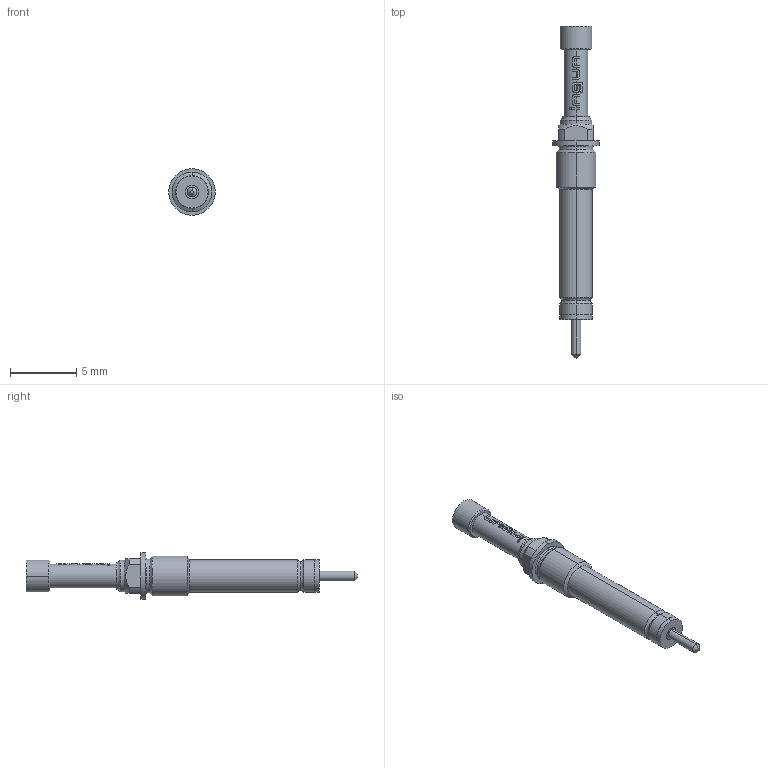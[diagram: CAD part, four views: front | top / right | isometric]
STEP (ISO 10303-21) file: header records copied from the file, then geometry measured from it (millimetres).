
FILE_DESCRIPTION (( 'STEP AP203' ), '1' );
FILE_NAME ('INGUN_SKS-115_002_240_A_xx02_MO.STEP', '2024-01-25T06:17:41', ( '' ), ( '' ), 'SwSTEP 2.0', 'SolidWorks 2021', '' );
FILE_SCHEMA (( 'CONFIG_CONTROL_DESIGN' ));
Length unit declared in the file: millimetre
Products named in the file (1): INGUN_SKS-115_002_240_A_xx02_MO
Bounding box: 3.5 x 25 x 3.5 mm (x, y, z)
Volume: 104 mm3; surface area: 196.8 mm2
Topology: 1 solids, 1 shells, 129 faces, 333 edges, 214 vertices
Faces by surface type: plane 53, cylinder 34, bspline 22, torus 10, cone 10
Entity records: 4330 total; most frequent: CARTESIAN_POINT 1235, ORIENTED_EDGE 666, DIRECTION 587, EDGE_CURVE 333, AXIS2_PLACEMENT_3D 238, VERTEX_POINT 214, EDGE_LOOP 137, CIRCLE 130
